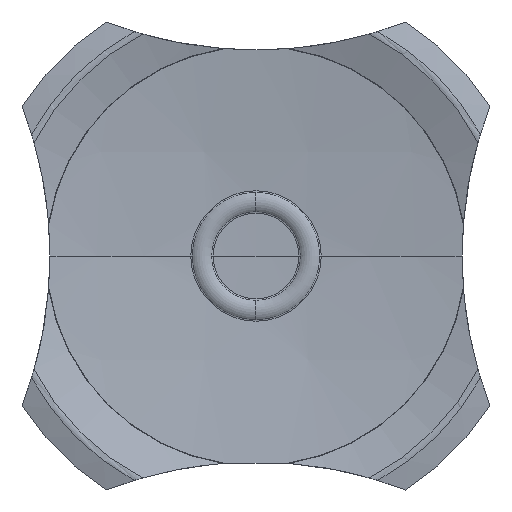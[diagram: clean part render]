
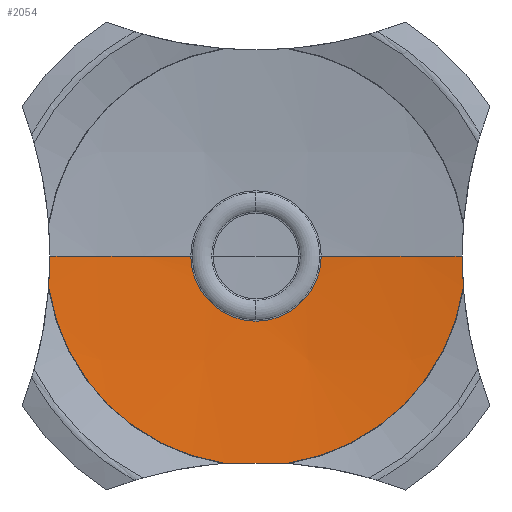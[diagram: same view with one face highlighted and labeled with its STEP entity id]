
A CAD part, front view. The second image highlights one B-rep face of the part: STEP entity #2054.
In plain terms, the highlighted spherical face has radius 14.168 mm.
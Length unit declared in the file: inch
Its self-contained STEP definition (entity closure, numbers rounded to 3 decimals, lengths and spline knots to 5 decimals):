
#26 = CARTESIAN_POINT ( 'NONE',  ( -0.02456, 0.01006, 0. ) ) ;
#65 = AXIS2_PLACEMENT_3D ( 'NONE', #1291, #942, #1427 ) ;
#83 = EDGE_CURVE ( 'NONE', #639, #1878, #2064, .T. ) ;
#93 = CARTESIAN_POINT ( 'NONE',  ( -0.01182, 0.00499, -0.07802 ) ) ;
#135 = DIRECTION ( 'NONE',  ( 1., 0., 0. ) ) ;
#149 = CARTESIAN_POINT ( 'NONE',  ( -0.07802, 0.00499, -0.01182 ) ) ;
#152 = CARTESIAN_POINT ( 'NONE',  ( 0., 0.00499, 0. ) ) ;
#164 = VERTEX_POINT ( 'NONE', #761 ) ;
#165 = EDGE_CURVE ( 'NONE', #164, #1878, #574, .T. ) ;
#174 = CARTESIAN_POINT ( 'NONE',  ( -0.07802, 0.00499, -0.01182 ) ) ;
#185 = B_SPLINE_CURVE_WITH_KNOTS ( 'NONE', 3,
 ( #743, #2095, #1436, #1327 ),
 .UNSPECIFIED., .F., .F.,
 ( 4, 4 ),
 ( 0.00001, 0.00061 ),
 .UNSPECIFIED. ) ;
#288 = ORIENTED_EDGE ( 'NONE', *, *, #83, .F. ) ;
#355 = VERTEX_POINT ( 'NONE', #771 ) ;
#369 = CARTESIAN_POINT ( 'NONE',  ( -0.07758, 0.00518, 0. ) ) ;
#373 = CARTESIAN_POINT ( 'NONE',  ( -0.07758, 0.00518, 0. ) ) ;
#437 = DIRECTION ( 'NONE',  ( 0., 0., -1. ) ) ;
#444 = AXIS2_PLACEMENT_3D ( 'NONE', #1110, #437, #1442 ) ;
#445 = ORIENTED_EDGE ( 'NONE', *, *, #821, .T. ) ;
#480 = DIRECTION ( 'NONE',  ( 1., 0., 0. ) ) ;
#509 = ORIENTED_EDGE ( 'NONE', *, *, #519, .T. ) ;
#519 = EDGE_CURVE ( 'NONE', #673, #164, #825, .T. ) ;
#527 = EDGE_CURVE ( 'NONE', #744, #355, #1889, .T. ) ;
#554 = B_SPLINE_CURVE_WITH_KNOTS ( 'NONE', 3,
 ( #369, #1032, #1703, #174 ),
 .UNSPECIFIED., .F., .F.,
 ( 4, 4 ),
 ( 0.00031, 0.00061 ),
 .UNSPECIFIED. ) ;
#574 = CIRCLE ( 'NONE', #1997, 0.02456 ) ;
#588 = DIRECTION ( 'NONE',  ( 1., 0., 0. ) ) ;
#639 = VERTEX_POINT ( 'NONE', #373 ) ;
#648 = CARTESIAN_POINT ( 'NONE',  ( 0.07802, 0.00499, -0.01182 ) ) ;
#651 = DIRECTION ( 'NONE',  ( 0., -1., 0. ) ) ;
#673 = VERTEX_POINT ( 'NONE', #1245 ) ;
#743 = CARTESIAN_POINT ( 'NONE',  ( -0.01182, 0.00499, -0.07802 ) ) ;
#744 = VERTEX_POINT ( 'NONE', #1555 ) ;
#761 = CARTESIAN_POINT ( 'NONE',  ( 0.02456, 0.01006, 0. ) ) ;
#771 = CARTESIAN_POINT ( 'NONE',  ( 0.07802, 0.00499, -0.01182 ) ) ;
#805 = SPHERICAL_SURFACE ( 'NONE', #444, 0.5578 ) ;
#821 = EDGE_CURVE ( 'NONE', #2075, #744, #185, .T. ) ;
#825 = CIRCLE ( 'NONE', #1579, 0.5578 ) ;
#828 = VERTEX_POINT ( 'NONE', #149 ) ;
#847 = CARTESIAN_POINT ( 'NONE',  ( 0., -0.54719, 0. ) ) ;
#942 = DIRECTION ( 'NONE',  ( 0., 0., -1. ) ) ;
#945 = FACE_OUTER_BOUND ( 'NONE', #1541, .T. ) ;
#960 = EDGE_CURVE ( 'NONE', #355, #673, #998, .T. ) ;
#964 = CARTESIAN_POINT ( 'NONE',  ( 0.07758, 0.00518, 0. ) ) ;
#992 = ORIENTED_EDGE ( 'NONE', *, *, #960, .T. ) ;
#998 = B_SPLINE_CURVE_WITH_KNOTS ( 'NONE', 3,
 ( #648, #2105, #2135, #964 ),
 .UNSPECIFIED., .F., .F.,
 ( 4, 4 ),
 ( 0.00001, 0.00031 ),
 .UNSPECIFIED. ) ;
#1032 = CARTESIAN_POINT ( 'NONE',  ( -0.07758, 0.00518, -0.00394 ) ) ;
#1110 = CARTESIAN_POINT ( 'NONE',  ( 0., -0.54719, 0. ) ) ;
#1159 = CARTESIAN_POINT ( 'NONE',  ( 0., 0.00499, 0. ) ) ;
#1171 = ORIENTED_EDGE ( 'NONE', *, *, #2159, .T. ) ;
#1173 = DIRECTION ( 'NONE',  ( 1., 0., 0. ) ) ;
#1245 = CARTESIAN_POINT ( 'NONE',  ( 0.07758, 0.00518, 0. ) ) ;
#1291 = CARTESIAN_POINT ( 'NONE',  ( 0., -0.54719, 0. ) ) ;
#1327 = CARTESIAN_POINT ( 'NONE',  ( 0.01182, 0.00499, -0.07802 ) ) ;
#1387 = ORIENTED_EDGE ( 'NONE', *, *, #165, .T. ) ;
#1404 = EDGE_CURVE ( 'NONE', #639, #828, #554, .T. ) ;
#1413 = CIRCLE ( 'NONE', #1871, 0.07891 ) ;
#1427 = DIRECTION ( 'NONE',  ( -1., 0., 0. ) ) ;
#1436 = CARTESIAN_POINT ( 'NONE',  ( 0.00394, 0.00525, -0.07742 ) ) ;
#1440 = CARTESIAN_POINT ( 'NONE',  ( 0., 0.01006, 0. ) ) ;
#1442 = DIRECTION ( 'NONE',  ( 1., 0., 0. ) ) ;
#1541 = EDGE_LOOP ( 'NONE', ( #288, #1730, #1171, #445, #2097, #992, #509, #1387 ) ) ;
#1555 = CARTESIAN_POINT ( 'NONE',  ( 0.01182, 0.00499, -0.07802 ) ) ;
#1579 = AXIS2_PLACEMENT_3D ( 'NONE', #847, #1697, #480 ) ;
#1697 = DIRECTION ( 'NONE',  ( 0., 0., 1. ) ) ;
#1703 = CARTESIAN_POINT ( 'NONE',  ( -0.07772, 0.00512, -0.00788 ) ) ;
#1730 = ORIENTED_EDGE ( 'NONE', *, *, #1404, .T. ) ;
#1871 = AXIS2_PLACEMENT_3D ( 'NONE', #1159, #2015, #135 ) ;
#1878 = VERTEX_POINT ( 'NONE', #26 ) ;
#1889 = CIRCLE ( 'NONE', #2061, 0.07891 ) ;
#1997 = AXIS2_PLACEMENT_3D ( 'NONE', #1440, #2113, #588 ) ;
#2015 = DIRECTION ( 'NONE',  ( 0., -1., 0. ) ) ;
#2054 = ADVANCED_FACE ( 'NONE', ( #945 ), #805, .F. ) ;
#2061 = AXIS2_PLACEMENT_3D ( 'NONE', #152, #651, #1173 ) ;
#2064 = CIRCLE ( 'NONE', #65, 0.5578 ) ;
#2075 = VERTEX_POINT ( 'NONE', #93 ) ;
#2095 = CARTESIAN_POINT ( 'NONE',  ( -0.00394, 0.00525, -0.07742 ) ) ;
#2097 = ORIENTED_EDGE ( 'NONE', *, *, #527, .T. ) ;
#2105 = CARTESIAN_POINT ( 'NONE',  ( 0.07772, 0.00512, -0.00788 ) ) ;
#2113 = DIRECTION ( 'NONE',  ( 0., 1., 0. ) ) ;
#2135 = CARTESIAN_POINT ( 'NONE',  ( 0.07758, 0.00518, -0.00394 ) ) ;
#2159 = EDGE_CURVE ( 'NONE', #828, #2075, #1413, .T. ) ;
